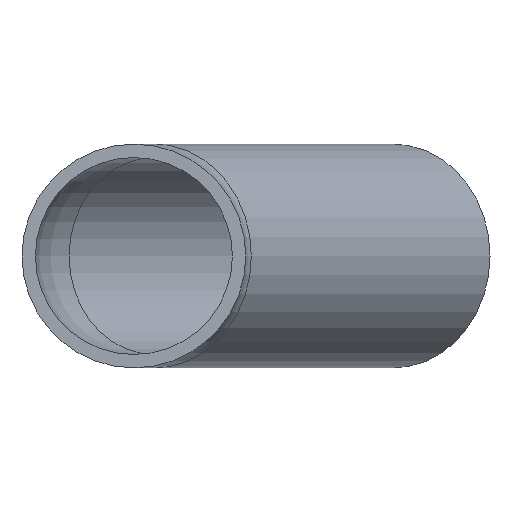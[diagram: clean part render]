
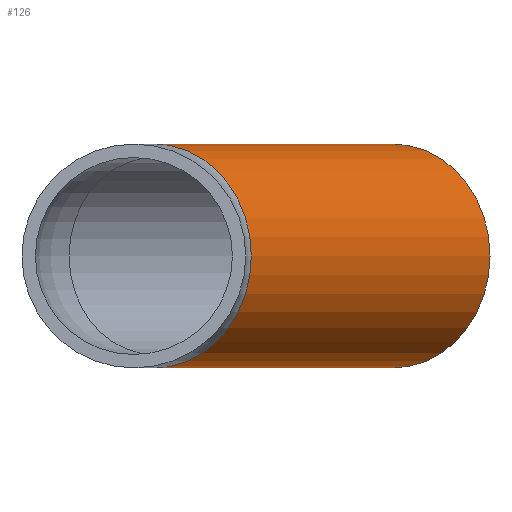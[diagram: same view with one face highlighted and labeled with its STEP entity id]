
A CAD part, front view. The second image highlights one B-rep face of the part: STEP entity #126.
In plain terms, the highlighted cylindrical face has radius 45 mm (diameter 90 mm), a full revolution.
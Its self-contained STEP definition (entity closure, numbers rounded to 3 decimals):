
#26=FACE_OUTER_BOUND('',#34,.T.);
#34=EDGE_LOOP('',(#109,#110,#111,#112));
#42=LINE('',#246,#46);
#46=VECTOR('',#208,45.);
#57=CIRCLE('',#164,45.);
#58=CIRCLE('',#166,45.);
#67=VERTEX_POINT('',#241);
#68=VERTEX_POINT('',#245);
#82=EDGE_CURVE('',#67,#67,#57,.T.);
#83=EDGE_CURVE('',#67,#68,#42,.T.);
#84=EDGE_CURVE('',#68,#68,#58,.T.);
#109=ORIENTED_EDGE('',*,*,#82,.F.);
#110=ORIENTED_EDGE('',*,*,#83,.T.);
#111=ORIENTED_EDGE('',*,*,#84,.F.);
#112=ORIENTED_EDGE('',*,*,#83,.F.);
#120=CYLINDRICAL_SURFACE('',#165,45.);
#126=ADVANCED_FACE('',(#26),#120,.T.);
#164=AXIS2_PLACEMENT_3D('',#243,#204,#205);
#165=AXIS2_PLACEMENT_3D('',#244,#206,#207);
#166=AXIS2_PLACEMENT_3D('',#247,#209,#210);
#204=DIRECTION('center_axis',(-0.5,-0.866,0.));
#205=DIRECTION('ref_axis',(-0.866,0.5,0.));
#206=DIRECTION('center_axis',(-0.5,-0.866,0.));
#207=DIRECTION('ref_axis',(-0.866,0.5,0.));
#208=DIRECTION('',(0.5,0.866,0.));
#209=DIRECTION('center_axis',(0.5,0.866,0.));
#210=DIRECTION('ref_axis',(-0.866,0.5,0.));
#241=CARTESIAN_POINT('',(47.221,200.289,0.));
#243=CARTESIAN_POINT('Origin',(8.25,222.789,0.));
#244=CARTESIAN_POINT('Origin',(104.25,389.066,0.));
#245=CARTESIAN_POINT('',(143.221,366.566,0.));
#246=CARTESIAN_POINT('',(143.221,366.566,0.));
#247=CARTESIAN_POINT('Origin',(104.25,389.066,0.));
